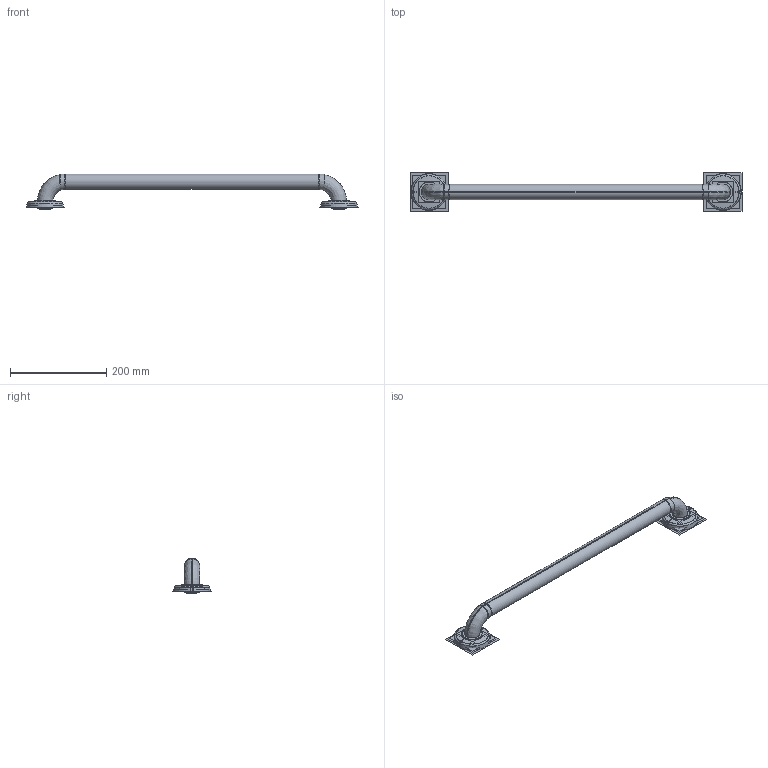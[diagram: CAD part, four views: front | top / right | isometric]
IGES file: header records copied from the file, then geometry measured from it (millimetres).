
Start section:  PTC IGES file: 990-3924_asm.igs
Global section: file name: 990-3924_asm.igs; native system: Creo Parametric by Parametric Technology Corporation; preprocessor: 2013150; author: rsmith; organization: Unknown; date: 20170718.101637; units: inch
Bounding box: 688.85 x 79.25 x 74.06 mm (x, y, z)
Surface area: 1469015.9 mm2 (no closed solid volume)
Topology: 0 solids, 0 shells, 1504 faces, 25602 edges, 33702 vertices
Faces by surface type: bspline 660, revolution 656, extrusion 188
